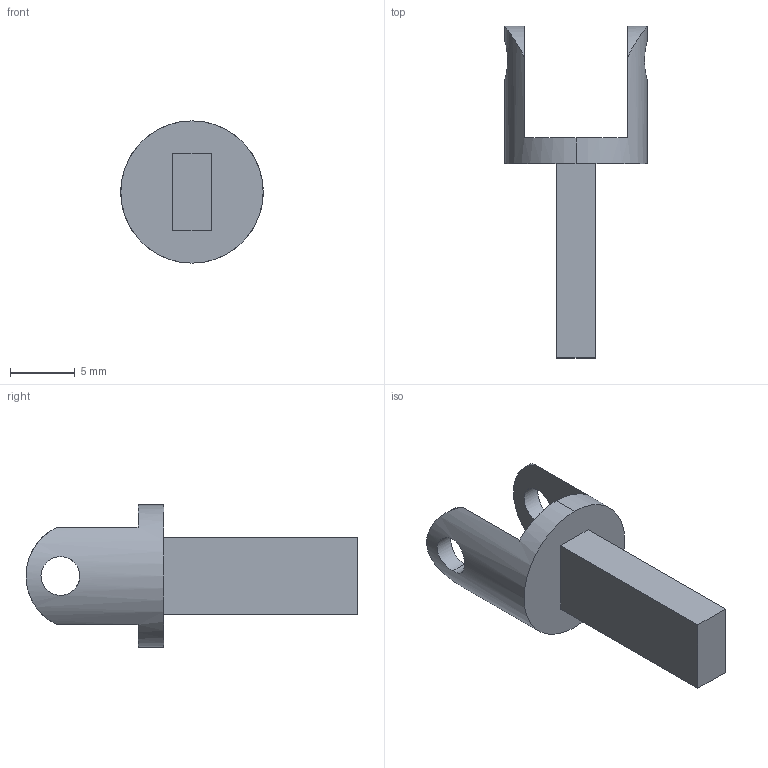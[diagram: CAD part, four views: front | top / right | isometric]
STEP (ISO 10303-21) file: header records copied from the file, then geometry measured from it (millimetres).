
FILE_DESCRIPTION (( 'STEP AP203' ), '1' );
FILE_NAME ('cro3_默认_sldprt.STEP', '2021-07-28T06:35:17', ( '' ), ( '' ), 'SwSTEP 2.0', 'SolidWorks 2020', '' );
FILE_SCHEMA (( 'CONFIG_CONTROL_DESIGN' ));
Length unit declared in the file: millimetre
Products named in the file (1): cro3_默认_sldprt
Bounding box: 11 x 25.65 x 11 mm (x, y, z)
Volume: 568.1 mm3; surface area: 781.1 mm2
Topology: 1 solids, 1 shells, 17 faces, 42 edges, 28 vertices
Faces by surface type: plane 9, cylinder 8
Entity records: 743 total; most frequent: CARTESIAN_POINT 250, DIRECTION 84, ORIENTED_EDGE 84, EDGE_CURVE 42, AXIS2_PLACEMENT_3D 30, VERTEX_POINT 28, VECTOR 24, LINE 24
